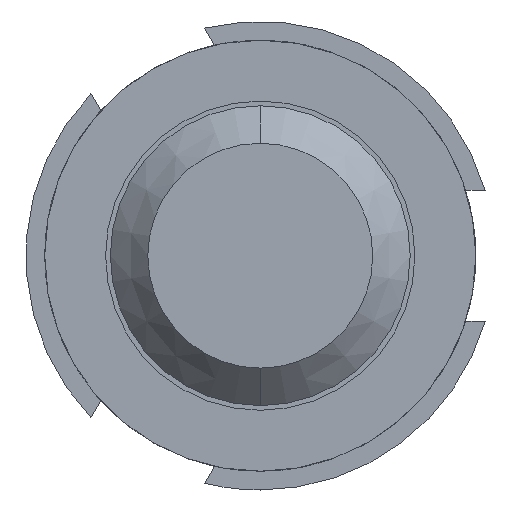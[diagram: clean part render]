
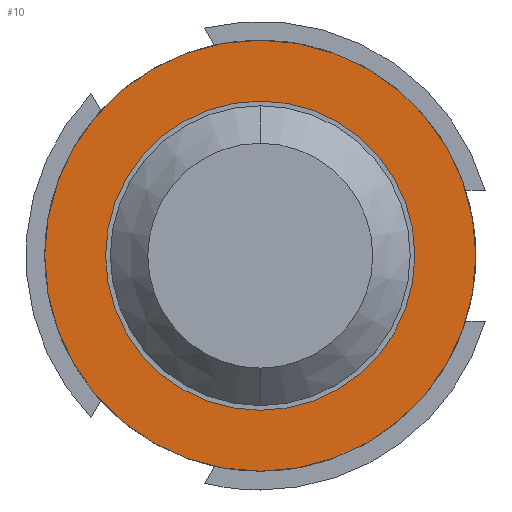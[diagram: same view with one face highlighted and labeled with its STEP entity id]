
A CAD part, front view. The second image highlights one B-rep face of the part: STEP entity #10.
In plain terms, the highlighted planar face has unit normal (0, -1, 0).
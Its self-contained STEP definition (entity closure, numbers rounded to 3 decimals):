
#10 = ADVANCED_FACE ( 'Defeature ausgef�hrt4_46', ( #970, #1890 ), #3975, .F. ) ;
#12 = ORIENTED_EDGE ( 'NONE', *, *, #4189, .F. ) ;
#29 = EDGE_LOOP ( 'NONE', ( #12, #820 ) ) ;
#30 = CARTESIAN_POINT ( 'NONE',  ( 0.825, -1.5, 0. ) ) ;
#134 = AXIS2_PLACEMENT_3D ( 'NONE', #3413, #2013, #214 ) ;
#214 = DIRECTION ( 'NONE',  ( 0., 0., 1. ) ) ;
#308 = DIRECTION ( 'NONE',  ( 0., 1., 0. ) ) ;
#364 = VERTEX_POINT ( 'NONE', #1698 ) ;
#659 = DIRECTION ( 'NONE',  ( 0., 0., 1. ) ) ;
#787 = CIRCLE ( 'NONE', #2388, 0.825 ) ;
#820 = ORIENTED_EDGE ( 'NONE', *, *, #2892, .F. ) ;
#899 = VERTEX_POINT ( 'NONE', #2465 ) ;
#970 = FACE_OUTER_BOUND ( 'NONE', #29, .T. ) ;
#1308 = AXIS2_PLACEMENT_3D ( 'NONE', #30, #3251, #3616 ) ;
#1382 = ORIENTED_EDGE ( 'NONE', *, *, #2533, .T. ) ;
#1390 = AXIS2_PLACEMENT_3D ( 'NONE', #4256, #3523, #659 ) ;
#1437 = VERTEX_POINT ( 'NONE', #2855 ) ;
#1487 = CIRCLE ( 'NONE', #4345, 0.825 ) ;
#1698 = CARTESIAN_POINT ( 'NONE',  ( 0., -1.5, 0.825 ) ) ;
#1801 = CARTESIAN_POINT ( 'NONE',  ( 0., -1.5, 0. ) ) ;
#1890 = FACE_BOUND ( 'NONE', #1906, .T. ) ;
#1906 = EDGE_LOOP ( 'NONE', ( #2706, #1382 ) ) ;
#2013 = DIRECTION ( 'NONE',  ( 0., 1., 0. ) ) ;
#2199 = DIRECTION ( 'NONE',  ( 0., 1., 0. ) ) ;
#2388 = AXIS2_PLACEMENT_3D ( 'NONE', #3988, #2199, #3029 ) ;
#2465 = CARTESIAN_POINT ( 'NONE',  ( 0., -1.5, -1.15 ) ) ;
#2533 = EDGE_CURVE ( 'Defeature ausgef�hrt4_46+Defeature ausgef�hrt4_45+Defeature ausgef�hrt4_45+Defeature ausgef�hrt4_45', #4529, #364, #1487, .T. ) ;
#2631 = CARTESIAN_POINT ( 'NONE',  ( 0., -1.5, -0.825 ) ) ;
#2706 = ORIENTED_EDGE ( 'NONE', *, *, #4014, .T. ) ;
#2833 = DIRECTION ( 'NONE',  ( 0., 0., 1. ) ) ;
#2855 = CARTESIAN_POINT ( 'NONE',  ( 0., -1.5, 1.15 ) ) ;
#2879 = CIRCLE ( 'NONE', #134, 1.15 ) ;
#2892 = EDGE_CURVE ( 'Defeature ausgef�hrt4_42+Defeature ausgef�hrt4_46+Defeature ausgef�hrt4_46+Defeature ausgef�hrt4_46', #899, #1437, #3160, .T. ) ;
#3029 = DIRECTION ( 'NONE',  ( 0., 0., 1. ) ) ;
#3160 = CIRCLE ( 'NONE', #1390, 1.15 ) ;
#3251 = DIRECTION ( 'NONE',  ( 0., 1., 0. ) ) ;
#3413 = CARTESIAN_POINT ( 'NONE',  ( 0., -1.5, 0. ) ) ;
#3523 = DIRECTION ( 'NONE',  ( 0., 1., 0. ) ) ;
#3616 = DIRECTION ( 'NONE',  ( 0., 0., 1. ) ) ;
#3975 = PLANE ( 'NONE',  #1308 ) ;
#3988 = CARTESIAN_POINT ( 'NONE',  ( 0., -1.5, 0. ) ) ;
#4014 = EDGE_CURVE ( 'Defeature ausgef�hrt4_46+Defeature ausgef�hrt4_45+Defeature ausgef�hrt4_45+Defeature ausgef�hrt4_45', #364, #4529, #787, .T. ) ;
#4189 = EDGE_CURVE ( 'Defeature ausgef�hrt4_42+Defeature ausgef�hrt4_46+Defeature ausgef�hrt4_46+Defeature ausgef�hrt4_46', #1437, #899, #2879, .T. ) ;
#4256 = CARTESIAN_POINT ( 'NONE',  ( 0., -1.5, 0. ) ) ;
#4345 = AXIS2_PLACEMENT_3D ( 'NONE', #1801, #308, #2833 ) ;
#4529 = VERTEX_POINT ( 'NONE', #2631 ) ;
